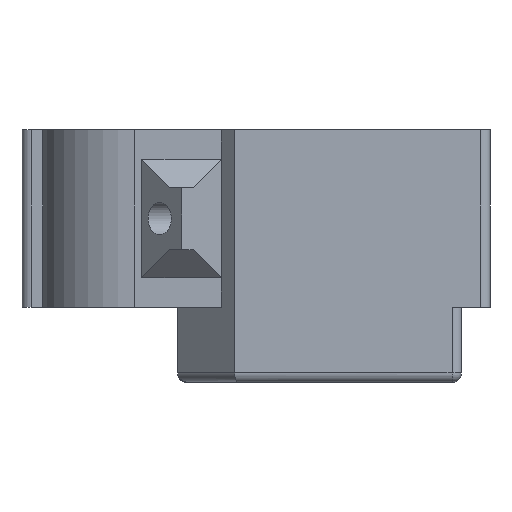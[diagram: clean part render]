
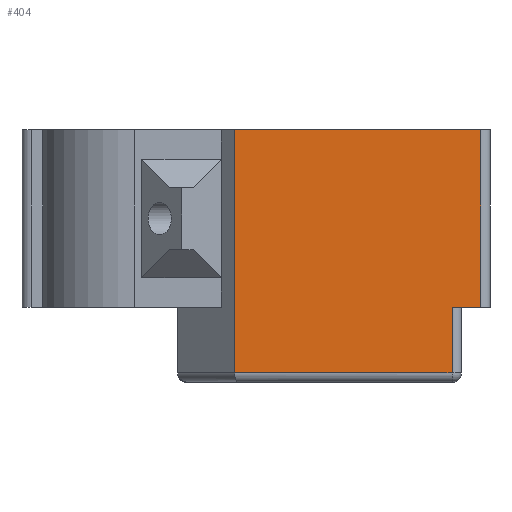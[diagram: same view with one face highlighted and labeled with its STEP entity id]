
A CAD part, left-side view. The second image highlights one B-rep face of the part: STEP entity #404.
In plain terms, the highlighted planar face has unit normal (-1, 0, 0).
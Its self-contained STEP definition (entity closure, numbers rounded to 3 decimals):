
#404=ADVANCED_FACE('',(#1829),#1831,.T.);
#1829=FACE_BOUND('',#1830,.T.);
#1830=EDGE_LOOP('',(#3144,#3145,#3146,#3147,#3148,#3149));
#1831=PLANE('',#1832);
#1832=AXIS2_PLACEMENT_3D('',#1833,#1834,#1835);
#1833=CARTESIAN_POINT('',(-60.,0.,0.));
#1834=DIRECTION('',(-1.,0.,0.));
#1835=DIRECTION('',(0.,-1.,0.));
#3144=ORIENTED_EDGE('',*,*,#3820,.T.);
#3145=ORIENTED_EDGE('',*,*,#3822,.F.);
#3146=ORIENTED_EDGE('',*,*,#3823,.T.);
#3147=ORIENTED_EDGE('',*,*,#3824,.F.);
#3148=ORIENTED_EDGE('',*,*,#3825,.F.);
#3149=ORIENTED_EDGE('',*,*,#3716,.F.);
#3716=EDGE_CURVE('',#4139,#4141,#4142,.F.);
#3820=EDGE_CURVE('',#4139,#4318,#4319,.T.);
#3822=EDGE_CURVE('',#4321,#4318,#4322,.T.);
#3823=EDGE_CURVE('',#4321,#4323,#4324,.F.);
#3824=EDGE_CURVE('',#4325,#4323,#4326,.T.);
#3825=EDGE_CURVE('',#4141,#4325,#4327,.T.);
#4139=VERTEX_POINT('',#5028);
#4141=VERTEX_POINT('',#5033);
#4142=LINE('',#5034,#5035);
#4318=VERTEX_POINT('',#5432);
#4319=LINE('',#5433,#5434);
#4321=VERTEX_POINT('',#5440);
#4322=LINE('',#5441,#5442);
#4323=VERTEX_POINT('',#5444);
#4324=LINE('',#5445,#5446);
#4325=VERTEX_POINT('',#5448);
#4326=LINE('',#5449,#5450);
#4327=LINE('',#5452,#5453);
#5028=CARTESIAN_POINT('',(-60.,-49.,0.));
#5033=CARTESIAN_POINT('',(-60.,-45.941,0.));
#5034=CARTESIAN_POINT('',(-60.,-45.941,0.));
#5035=VECTOR('',#5036,1.);
#5036=DIRECTION('',(0.,-1.,0.));
#5432=CARTESIAN_POINT('',(-60.,-49.,19.));
#5433=CARTESIAN_POINT('',(-60.,-49.,0.));
#5434=VECTOR('',#5435,1.);
#5435=DIRECTION('',(0.,0.,1.));
#5440=CARTESIAN_POINT('',(-60.,-22.707,19.));
#5441=CARTESIAN_POINT('',(-60.,-22.707,19.));
#5442=VECTOR('',#5443,1.);
#5443=DIRECTION('',(0.,-1.,0.));
#5444=CARTESIAN_POINT('',(-60.,-22.707,-7.));
#5445=CARTESIAN_POINT('',(-60.,-22.707,-7.));
#5446=VECTOR('',#5447,1.);
#5447=DIRECTION('',(0.,0.,1.));
#5448=CARTESIAN_POINT('',(-60.,-45.941,-7.));
#5449=CARTESIAN_POINT('',(-60.,-45.941,-7.));
#5450=VECTOR('',#5451,1.);
#5451=DIRECTION('',(0.,1.,0.));
#5452=CARTESIAN_POINT('',(-60.,-45.941,0.));
#5453=VECTOR('',#5454,1.);
#5454=DIRECTION('',(0.,0.,-1.));
